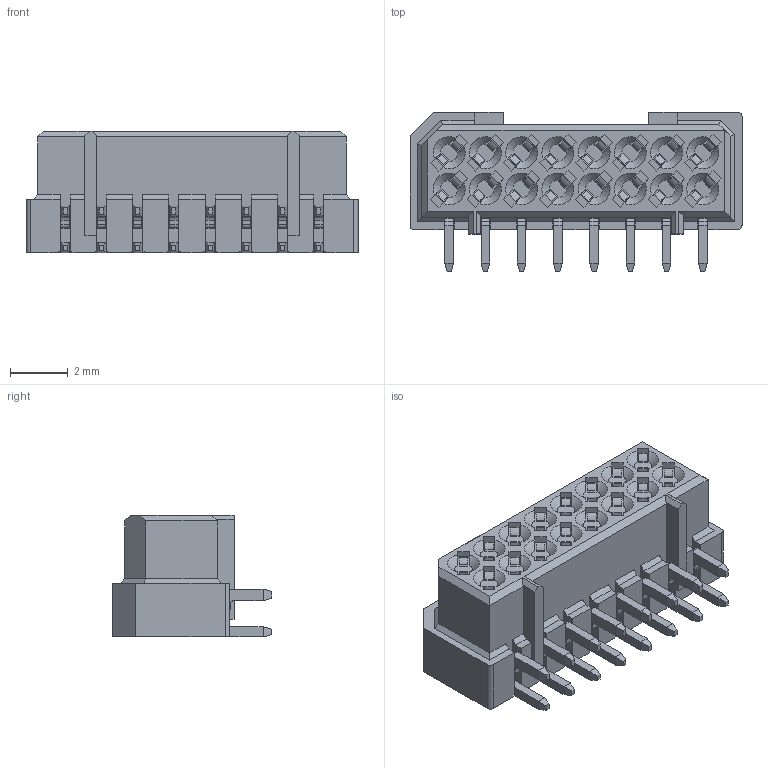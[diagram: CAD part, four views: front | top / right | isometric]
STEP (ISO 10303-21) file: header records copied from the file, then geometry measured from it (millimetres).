
FILE_DESCRIPTION( ('This file contains a STEP AP42 implementation' ,'as created by ZW3D STEP Interface translator.') ,'2;1' );
FILE_NAME( '3651-S016-042XXR04.stp' ,'241031.172857', (''), ('ZWCAD Software Co.'), 'Version 1.0', 'ZW3D to STEP translator', '' );
FILE_SCHEMA(('AUTOMOTIVE_DESIGN { 1 0 10303 214 1 1 1 1 }'));
Length unit declared in the file: millimetre
Products named in the file (2): 0; 3651-S016-042XXR04
Bounding box: 11.45 x 5.5 x 4.2 mm (x, y, z)
Volume: 157.3 mm3; surface area: 297.7 mm2
Topology: 1 solids, 1 shells, 842 faces, 2279 edges, 1495 vertices
Faces by surface type: plane 703, cylinder 107, cone 32
Entity records: 27259 total; most frequent: CARTESIAN_POINT 5081, ORIENTED_EDGE 4558, DIRECTION 4163, EDGE_CURVE 2279, VECTOR 1921, LINE 1921, VERTEX_POINT 1495, AXIS2_PLACEMENT_3D 1121
